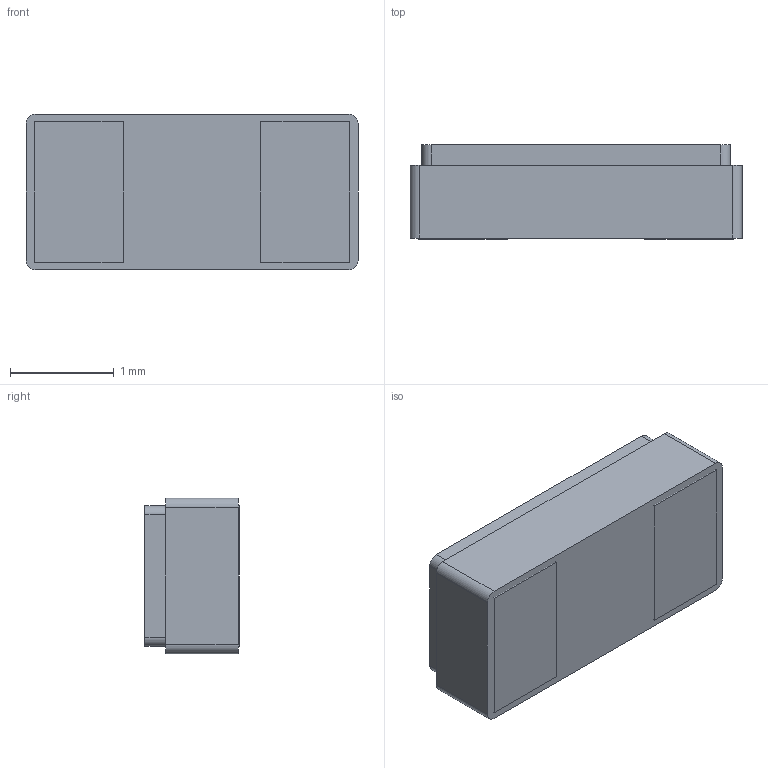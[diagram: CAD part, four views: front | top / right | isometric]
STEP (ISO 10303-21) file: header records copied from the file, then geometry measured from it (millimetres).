
FILE_DESCRIPTION (( 'STEP AP214' ), '1' );
FILE_NAME ('3p2x1p5mm.STEP', '2021-04-04T01:07:08', ( '' ), ( '' ), 'SwSTEP 2.0', 'SolidWorks 2020', '' );
FILE_SCHEMA (( 'AUTOMOTIVE_DESIGN' ));
Length unit declared in the file: millimetre
Products named in the file (1): 3p2x1p5mm
Bounding box: 3.2 x 0.91 x 1.5 mm (x, y, z)
Surface area: 24.2 mm2
Topology: 3 solids, 3 shells, 95 faces, 243 edges, 162 vertices
Faces by surface type: bspline 44, plane 43, cylinder 8
Entity records: 4194 total; most frequent: CARTESIAN_POINT 1073, ORIENTED_EDGE 486, DIRECTION 275, EDGE_CURVE 243, VERTEX_POINT 162, LINE 139, VECTOR 139, EDGE_LOOP 103
